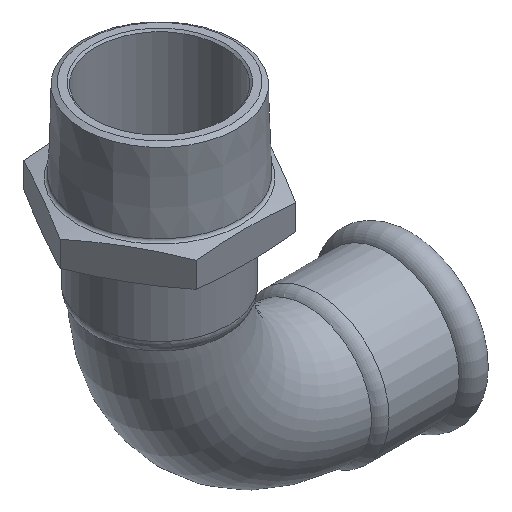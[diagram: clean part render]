
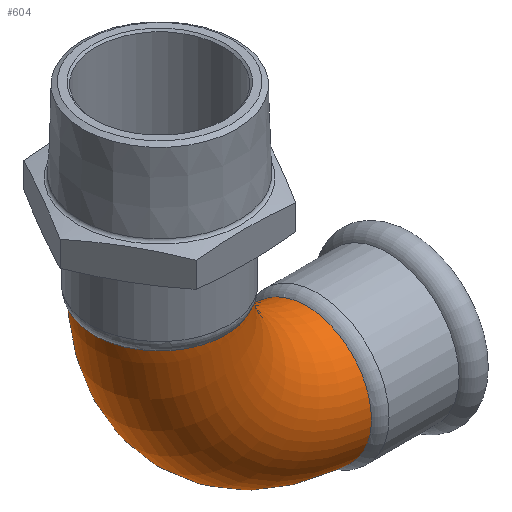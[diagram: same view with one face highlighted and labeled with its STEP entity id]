
A CAD part, isometric view. The second image highlights one B-rep face of the part: STEP entity #604.
In plain terms, the highlighted toroidal (fillet/blend) face has major radius 42 mm and minor radius 17.5 mm.
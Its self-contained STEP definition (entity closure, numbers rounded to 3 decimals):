
#15=B_SPLINE_CURVE_WITH_KNOTS('',3,(#1069,#1070,#1071,#1072,#1073,#1074,
#1075,#1076,#1077,#1078,#1079,#1080,#1081,#1082,#1083,#1084,#1085,#1086,
#1087,#1088),.UNSPECIFIED.,.F.,.F.,(4,2,2,2,2,2,2,2,2,4),(2.749,
3.421,4.105,4.789,5.474,6.161,
6.85,7.538,8.222,8.272),
 .UNSPECIFIED.);
#16=B_SPLINE_CURVE_WITH_KNOTS('',3,(#1089,#1090,#1091,#1092,#1093,#1094,
#1095,#1096,#1097,#1098,#1099,#1100,#1101,#1102,#1103,#1104,#1105,#1106,
#1107,#1108,#1109,#1110,#1111),.UNSPECIFIED.,.F.,.F.,(4,2,2,2,2,3,2,2,2,
2,4),(8.272,8.901,9.581,10.266,
10.655,11.043,11.73,12.415,13.099,
13.782,13.793),.UNSPECIFIED.);
#22=B_SPLINE_CURVE_WITH_KNOTS('',3,(#1228,#1229,#1230,#1231,#1232,#1233,
#1234,#1235,#1236,#1237,#1238,#1239,#1240,#1241,#1242,#1243,#1244,#1245,
#1246,#1247),.UNSPECIFIED.,.F.,.F.,(4,2,2,2,2,2,2,2,2,4),(0.,0.683,
1.366,2.05,2.735,3.422,4.109,
4.796,5.48,5.52),.UNSPECIFIED.);
#23=B_SPLINE_CURVE_WITH_KNOTS('',3,(#1248,#1249,#1250,#1251,#1252,#1253,
#1254,#1255,#1256,#1257,#1258,#1259,#1260,#1261,#1262,#1263,#1264,#1265,
#1266,#1267),.UNSPECIFIED.,.F.,.F.,(4,2,2,2,2,2,2,2,2,4),(5.52,
6.16,6.841,7.525,8.211,8.897,
9.582,10.266,10.653,11.039),
 .UNSPECIFIED.);
#119=FACE_OUTER_BOUND('',#151,.T.);
#151=EDGE_LOOP('',(#530,#531,#532,#533,#534,#535));
#208=CIRCLE('',#708,24.5);
#259=VERTEX_POINT('',#1066);
#260=VERTEX_POINT('',#1068);
#269=VERTEX_POINT('',#1226);
#270=VERTEX_POINT('',#1227);
#343=EDGE_CURVE('',#260,#259,#15,.T.);
#344=EDGE_CURVE('',#259,#260,#16,.T.);
#355=EDGE_CURVE('',#269,#270,#22,.T.);
#356=EDGE_CURVE('',#270,#269,#23,.T.);
#367=EDGE_CURVE('',#270,#259,#208,.T.);
#530=ORIENTED_EDGE('',*,*,#355,.T.);
#531=ORIENTED_EDGE('',*,*,#367,.T.);
#532=ORIENTED_EDGE('',*,*,#344,.T.);
#533=ORIENTED_EDGE('',*,*,#343,.T.);
#534=ORIENTED_EDGE('',*,*,#367,.F.);
#535=ORIENTED_EDGE('',*,*,#356,.T.);
#576=TOROIDAL_SURFACE('',#707,42.,17.5);
#604=ADVANCED_FACE('',(#119),#576,.T.);
#707=AXIS2_PLACEMENT_3D('',#1287,#890,#891);
#708=AXIS2_PLACEMENT_3D('',#1288,#892,#893);
#890=DIRECTION('center_axis',(0.,1.,0.));
#891=DIRECTION('ref_axis',(0.,0.,1.));
#892=DIRECTION('center_axis',(0.,-1.,0.));
#893=DIRECTION('ref_axis',(0.,0.,1.));
#1066=CARTESIAN_POINT('',(-28.892,0.,17.671));
#1068=CARTESIAN_POINT('',(-29.047,0.,-17.422));
#1069=CARTESIAN_POINT('Ctrl Pts',(-29.047,0.,
-17.422));
#1070=CARTESIAN_POINT('Ctrl Pts',(-29.047,-2.239,-17.422));
#1071=CARTESIAN_POINT('Ctrl Pts',(-29.046,-4.458,-16.992));
#1072=CARTESIAN_POINT('Ctrl Pts',(-29.043,-8.648,-15.303));
#1073=CARTESIAN_POINT('Ctrl Pts',(-29.041,-10.573,-14.047));
#1074=CARTESIAN_POINT('Ctrl Pts',(-29.034,-13.837,-10.866));
#1075=CARTESIAN_POINT('Ctrl Pts',(-29.029,-15.144,-8.971));
#1076=CARTESIAN_POINT('Ctrl Pts',(-29.018,-16.96,-4.783));
#1077=CARTESIAN_POINT('Ctrl Pts',(-29.011,-17.451,-2.529));
#1078=CARTESIAN_POINT('Ctrl Pts',(-28.994,-17.542,2.045));
#1079=CARTESIAN_POINT('Ctrl Pts',(-28.985,-17.14,4.322));
#1080=CARTESIAN_POINT('Ctrl Pts',(-28.963,-15.485,8.598));
#1081=CARTESIAN_POINT('Ctrl Pts',(-28.951,-14.247,10.555));
#1082=CARTESIAN_POINT('Ctrl Pts',(-28.927,-11.089,13.882));
#1083=CARTESIAN_POINT('Ctrl Pts',(-28.916,-9.199,15.22));
#1084=CARTESIAN_POINT('Ctrl Pts',(-28.898,-5.024,17.085));
#1085=CARTESIAN_POINT('Ctrl Pts',(-28.893,-2.781,17.598));
#1086=CARTESIAN_POINT('Ctrl Pts',(-28.892,-0.335,
17.669));
#1087=CARTESIAN_POINT('Ctrl Pts',(-28.892,-0.167,
17.671));
#1088=CARTESIAN_POINT('Ctrl Pts',(-28.892,0.,
17.671));
#1089=CARTESIAN_POINT('Ctrl Pts',(-28.892,0.,
17.671));
#1090=CARTESIAN_POINT('Ctrl Pts',(-28.892,2.094,17.671));
#1091=CARTESIAN_POINT('Ctrl Pts',(-28.896,4.172,17.293));
#1092=CARTESIAN_POINT('Ctrl Pts',(-28.911,8.256,15.757));
#1093=CARTESIAN_POINT('Ctrl Pts',(-28.922,10.201,14.553));
#1094=CARTESIAN_POINT('Ctrl Pts',(-28.945,13.538,11.462));
#1095=CARTESIAN_POINT('Ctrl Pts',(-28.957,14.894,9.599));
#1096=CARTESIAN_POINT('Ctrl Pts',(-28.975,16.404,6.355));
#1097=CARTESIAN_POINT('Ctrl Pts',(-28.981,16.82,5.122));
#1098=CARTESIAN_POINT('Ctrl Pts',(-28.992,17.372,2.589));
#1099=CARTESIAN_POINT('Ctrl Pts',(-28.997,17.508,1.296));
#1100=CARTESIAN_POINT('Ctrl Pts',(-29.002,17.5,0.));
#1101=CARTESIAN_POINT('Ctrl Pts',(-29.01,17.486,-2.288));
#1102=CARTESIAN_POINT('Ctrl Pts',(-29.017,17.025,-4.552));
#1103=CARTESIAN_POINT('Ctrl Pts',(-29.029,15.262,-8.77));
#1104=CARTESIAN_POINT('Ctrl Pts',(-29.033,13.979,-10.685));
#1105=CARTESIAN_POINT('Ctrl Pts',(-29.04,10.752,-13.911));
#1106=CARTESIAN_POINT('Ctrl Pts',(-29.043,8.841,-15.192));
#1107=CARTESIAN_POINT('Ctrl Pts',(-29.046,4.637,-16.949));
#1108=CARTESIAN_POINT('Ctrl Pts',(-29.047,2.385,-17.407));
#1109=CARTESIAN_POINT('Ctrl Pts',(-29.047,0.072,
-17.422));
#1110=CARTESIAN_POINT('Ctrl Pts',(-29.047,0.036,
-17.422));
#1111=CARTESIAN_POINT('Ctrl Pts',(-29.047,0.,
-17.422));
#1226=CARTESIAN_POINT('',(-85.429,0.,39.085));
#1227=CARTESIAN_POINT('',(-50.357,0.,39.358));
#1228=CARTESIAN_POINT('Ctrl Pts',(-85.429,0.,39.085));
#1229=CARTESIAN_POINT('Ctrl Pts',(-85.429,2.277,39.085));
#1230=CARTESIAN_POINT('Ctrl Pts',(-84.984,4.531,39.087));
#1231=CARTESIAN_POINT('Ctrl Pts',(-83.255,8.745,39.093));
#1232=CARTESIAN_POINT('Ctrl Pts',(-81.987,10.662,39.098));
#1233=CARTESIAN_POINT('Ctrl Pts',(-78.786,13.907,39.112));
#1234=CARTESIAN_POINT('Ctrl Pts',(-76.883,15.201,39.121));
#1235=CARTESIAN_POINT('Ctrl Pts',(-72.684,16.991,39.142));
#1236=CARTESIAN_POINT('Ctrl Pts',(-70.428,17.467,39.155));
#1237=CARTESIAN_POINT('Ctrl Pts',(-65.856,17.53,39.186));
#1238=CARTESIAN_POINT('Ctrl Pts',(-63.584,17.113,39.203));
#1239=CARTESIAN_POINT('Ctrl Pts',(-59.324,15.433,39.241));
#1240=CARTESIAN_POINT('Ctrl Pts',(-57.378,14.183,39.262));
#1241=CARTESIAN_POINT('Ctrl Pts',(-54.076,11.008,39.302));
#1242=CARTESIAN_POINT('Ctrl Pts',(-52.753,9.114,39.321));
#1243=CARTESIAN_POINT('Ctrl Pts',(-50.915,4.931,39.349));
#1244=CARTESIAN_POINT('Ctrl Pts',(-50.415,2.685,39.357));
#1245=CARTESIAN_POINT('Ctrl Pts',(-50.359,0.271,39.358));
#1246=CARTESIAN_POINT('Ctrl Pts',(-50.357,0.135,39.358));
#1247=CARTESIAN_POINT('Ctrl Pts',(-50.357,0.,
39.358));
#1248=CARTESIAN_POINT('Ctrl Pts',(-50.357,0.,
39.358));
#1249=CARTESIAN_POINT('Ctrl Pts',(-50.357,-2.13,39.358));
#1250=CARTESIAN_POINT('Ctrl Pts',(-50.748,-4.244,39.351));
#1251=CARTESIAN_POINT('Ctrl Pts',(-52.321,-8.355,39.327));
#1252=CARTESIAN_POINT('Ctrl Pts',(-53.538,-10.296,39.309));
#1253=CARTESIAN_POINT('Ctrl Pts',(-56.651,-13.615,39.27));
#1254=CARTESIAN_POINT('Ctrl Pts',(-58.52,-14.958,39.249));
#1255=CARTESIAN_POINT('Ctrl Pts',(-62.673,-16.858,39.211));
#1256=CARTESIAN_POINT('Ctrl Pts',(-64.919,-17.395,39.193));
#1257=CARTESIAN_POINT('Ctrl Pts',(-69.489,-17.577,39.161));
#1258=CARTESIAN_POINT('Ctrl Pts',(-71.769,-17.221,39.147));
#1259=CARTESIAN_POINT('Ctrl Pts',(-76.062,-15.656,39.124));
#1260=CARTESIAN_POINT('Ctrl Pts',(-78.034,-14.463,39.115));
#1261=CARTESIAN_POINT('Ctrl Pts',(-81.405,-11.388,39.101));
#1262=CARTESIAN_POINT('Ctrl Pts',(-82.774,-9.538,39.095));
#1263=CARTESIAN_POINT('Ctrl Pts',(-84.3,-6.312,39.09));
#1264=CARTESIAN_POINT('Ctrl Pts',(-84.721,-5.09,39.088));
#1265=CARTESIAN_POINT('Ctrl Pts',(-85.286,-2.574,39.086));
#1266=CARTESIAN_POINT('Ctrl Pts',(-85.429,-1.289,39.085));
#1267=CARTESIAN_POINT('Ctrl Pts',(-85.429,0.,39.085));
#1287=CARTESIAN_POINT('Origin',(-26.,0.,42.));
#1288=CARTESIAN_POINT('Origin',(-26.,0.,42.));
